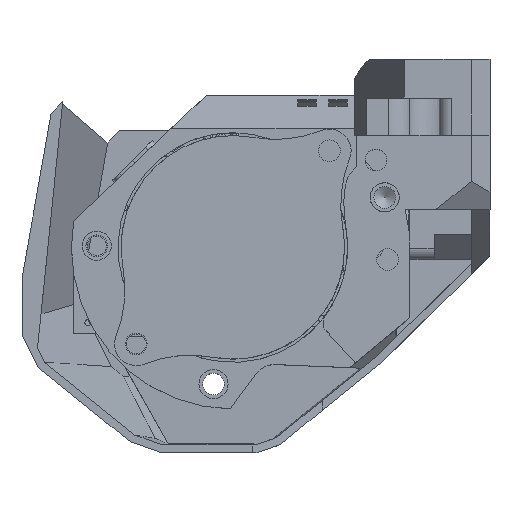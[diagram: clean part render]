
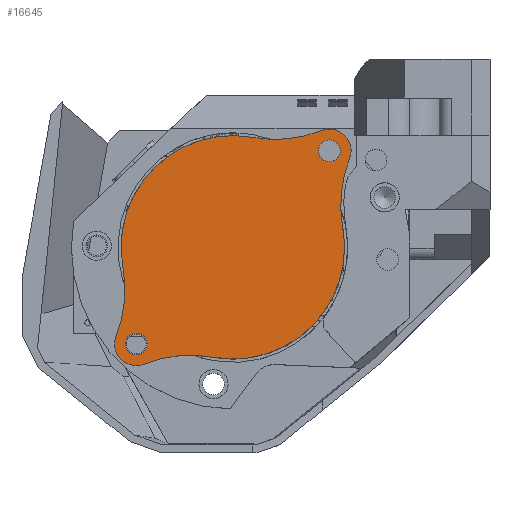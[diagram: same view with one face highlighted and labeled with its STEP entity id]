
A CAD part, top view. The second image highlights one B-rep face of the part: STEP entity #16645.
In plain terms, the highlighted planar face has unit normal (0, 0, 1).
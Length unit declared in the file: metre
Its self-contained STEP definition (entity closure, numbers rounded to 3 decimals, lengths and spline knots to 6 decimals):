
#378=CIRCLE('',#17936,0.00175);
#380=CIRCLE('',#17939,0.00175);
#382=CIRCLE('',#17942,0.02);
#384=CIRCLE('',#17945,0.02);
#385=CIRCLE('',#17947,0.02);
#387=CIRCLE('',#17950,0.02);
#389=CIRCLE('',#17953,0.0035);
#394=CIRCLE('',#17961,0.0035);
#395=CIRCLE('',#17963,0.018);
#396=CIRCLE('',#17964,0.018);
#2503=ORIENTED_EDGE('',*,*,#6727,.F.);
#2504=ORIENTED_EDGE('',*,*,#6717,.T.);
#2505=ORIENTED_EDGE('',*,*,#6726,.T.);
#2506=ORIENTED_EDGE('',*,*,#6713,.T.);
#2507=ORIENTED_EDGE('',*,*,#6728,.F.);
#2508=ORIENTED_EDGE('',*,*,#6711,.T.);
#2509=ORIENTED_EDGE('',*,*,#6721,.T.);
#2510=ORIENTED_EDGE('',*,*,#6707,.T.);
#2511=ORIENTED_EDGE('',*,*,#6704,.T.);
#2512=ORIENTED_EDGE('',*,*,#6702,.T.);
#6702=EDGE_CURVE('',#8941,#8941,#378,.T.);
#6704=EDGE_CURVE('',#8943,#8943,#380,.T.);
#6707=EDGE_CURVE('',#8947,#8946,#382,.T.);
#6711=EDGE_CURVE('',#8951,#8950,#384,.T.);
#6713=EDGE_CURVE('',#8952,#8953,#385,.T.);
#6717=EDGE_CURVE('',#8956,#8957,#387,.T.);
#6721=EDGE_CURVE('',#8950,#8947,#389,.T.);
#6726=EDGE_CURVE('',#8957,#8952,#394,.T.);
#6727=EDGE_CURVE('',#8956,#8946,#395,.T.);
#6728=EDGE_CURVE('',#8951,#8953,#396,.T.);
#8941=VERTEX_POINT('',#26288);
#8943=VERTEX_POINT('',#26293);
#8946=VERTEX_POINT('',#26299);
#8947=VERTEX_POINT('',#26301);
#8950=VERTEX_POINT('',#26308);
#8951=VERTEX_POINT('',#26310);
#8952=VERTEX_POINT('',#26314);
#8953=VERTEX_POINT('',#26315);
#8956=VERTEX_POINT('',#26323);
#8957=VERTEX_POINT('',#26324);
#13775=EDGE_LOOP('',(#2503,#2504,#2505,#2506,#2507,#2508,#2509,#2510));
#13776=EDGE_LOOP('',(#2511));
#13777=EDGE_LOOP('',(#2512));
#14969=FACE_BOUND('',#13775,.T.);
#14970=FACE_BOUND('',#13776,.T.);
#14971=FACE_BOUND('',#13777,.T.);
#15979=PLANE('',#17962);
#16645=ADVANCED_FACE('',(#14969,#14970,#14971),#15979,.F.);
#17936=AXIS2_PLACEMENT_3D('',#26287,#20332,#20333);
#17939=AXIS2_PLACEMENT_3D('',#26292,#20338,#20339);
#17942=AXIS2_PLACEMENT_3D('',#26300,#20345,#20346);
#17945=AXIS2_PLACEMENT_3D('',#26309,#20353,#20354);
#17947=AXIS2_PLACEMENT_3D('',#26313,#20358,#20359);
#17950=AXIS2_PLACEMENT_3D('',#26322,#20366,#20367);
#17953=AXIS2_PLACEMENT_3D('',#26331,#20374,#20375);
#17961=AXIS2_PLACEMENT_3D('',#26339,#20390,#20391);
#17962=AXIS2_PLACEMENT_3D('',#26340,#20392,#20393);
#17963=AXIS2_PLACEMENT_3D('',#26341,#20394,#20395);
#17964=AXIS2_PLACEMENT_3D('',#26342,#20396,#20397);
#20332=DIRECTION('',(0.,0.,-1.));
#20333=DIRECTION('',(0.,1.,0.));
#20338=DIRECTION('',(0.,0.,-1.));
#20339=DIRECTION('',(0.,1.,0.));
#20345=DIRECTION('',(0.,0.,-1.));
#20346=DIRECTION('',(0.,1.,0.));
#20353=DIRECTION('',(0.,0.,-1.));
#20354=DIRECTION('',(0.,1.,0.));
#20358=DIRECTION('',(0.,0.,-1.));
#20359=DIRECTION('',(0.,1.,0.));
#20366=DIRECTION('',(0.,0.,-1.));
#20367=DIRECTION('',(0.,1.,0.));
#20374=DIRECTION('',(0.,0.,1.));
#20375=DIRECTION('',(0.,-1.,0.));
#20390=DIRECTION('',(0.,0.,1.));
#20391=DIRECTION('',(0.,-1.,0.));
#20392=DIRECTION('',(0.,0.,-1.));
#20393=DIRECTION('',(1.,0.,0.));
#20394=DIRECTION('',(0.,0.,-1.));
#20395=DIRECTION('',(0.,1.,0.));
#20396=DIRECTION('',(0.,0.,-1.));
#20397=DIRECTION('',(0.,1.,0.));
#26287=CARTESIAN_POINT('',(-0.011203,-0.009099,0.0448));
#26288=CARTESIAN_POINT('',(-0.011203,-0.007349,0.0448));
#26292=CARTESIAN_POINT('',(0.01991,0.022014,0.0448));
#26293=CARTESIAN_POINT('',(0.01991,0.023764,0.0448));
#26299=CARTESIAN_POINT('',(0.007593,0.024164,0.0448));
#26300=CARTESIAN_POINT('',(0.011192,0.043837,0.0448));
#26301=CARTESIAN_POINT('',(0.018611,0.025264,0.0448));
#26308=CARTESIAN_POINT('',(0.02316,0.020716,0.0448));
#26309=CARTESIAN_POINT('',(0.041733,0.013296,0.0448));
#26310=CARTESIAN_POINT('',(0.02206,0.009697,0.0448));
#26313=CARTESIAN_POINT('',(-0.002485,-0.030922,0.0448));
#26314=CARTESIAN_POINT('',(-0.009905,-0.012349,0.0448));
#26315=CARTESIAN_POINT('',(0.001114,-0.011248,0.0448));
#26322=CARTESIAN_POINT('',(-0.033026,-0.000381,0.0448));
#26323=CARTESIAN_POINT('',(-0.013353,0.003218,0.0448));
#26324=CARTESIAN_POINT('',(-0.014453,-0.0078,0.0448));
#26331=CARTESIAN_POINT('',(0.01991,0.022014,0.0448));
#26339=CARTESIAN_POINT('',(-0.011203,-0.009099,0.0448));
#26340=CARTESIAN_POINT('',(0.003865,0.008252,0.0448));
#26341=CARTESIAN_POINT('',(0.004353,0.006458,0.0448));
#26342=CARTESIAN_POINT('',(0.004353,0.006458,0.0448));
